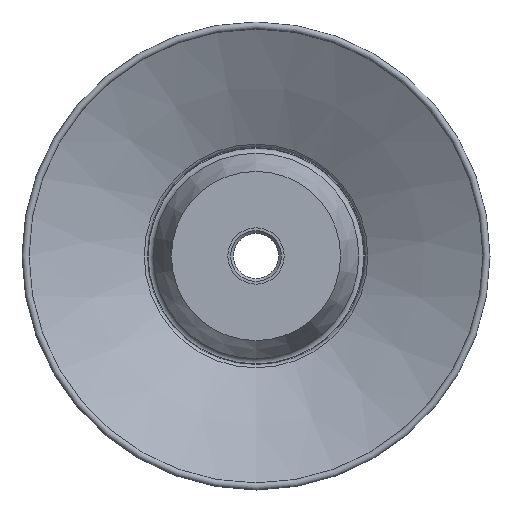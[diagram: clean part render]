
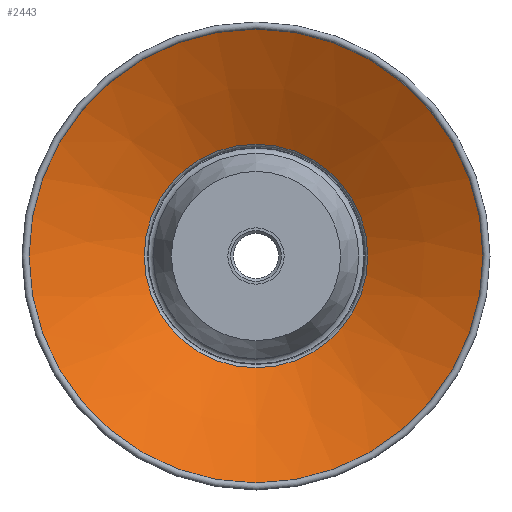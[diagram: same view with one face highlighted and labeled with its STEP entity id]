
A CAD part, front view. The second image highlights one B-rep face of the part: STEP entity #2443.
In plain terms, the highlighted conical face has half-angle 62.179 degrees and reference radius 40.28 mm.
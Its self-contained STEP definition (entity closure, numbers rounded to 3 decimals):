
#175=CONICAL_SURFACE('',#2692,40.28,1.085);
#265=CIRCLE('',#2691,19.823);
#266=CIRCLE('',#2693,40.28);
#869=ORIENTED_EDGE('',*,*,#1288,.F.);
#870=ORIENTED_EDGE('',*,*,#1289,.T.);
#1288=EDGE_CURVE('',#1547,#1547,#265,.T.);
#1289=EDGE_CURVE('',#1548,#1548,#266,.T.);
#1547=VERTEX_POINT('',#4305);
#1548=VERTEX_POINT('',#4308);
#1992=EDGE_LOOP('',(#869));
#1993=EDGE_LOOP('',(#870));
#2180=FACE_BOUND('',#1992,.T.);
#2181=FACE_BOUND('',#1993,.T.);
#2443=ADVANCED_FACE('',(#2180,#2181),#175,.F.);
#2691=AXIS2_PLACEMENT_3D('',#4304,#3278,#3279);
#2692=AXIS2_PLACEMENT_3D('',#4306,#3280,#3281);
#2693=AXIS2_PLACEMENT_3D('',#4307,#3282,#3283);
#3278=DIRECTION('',(0.,-1.,0.));
#3279=DIRECTION('',(0.,0.,-1.));
#3280=DIRECTION('',(0.,-1.,0.));
#3281=DIRECTION('',(0.,0.,-1.));
#3282=DIRECTION('',(0.,-1.,0.));
#3283=DIRECTION('',(0.,0.,-1.));
#4304=CARTESIAN_POINT('',(0.,11.612,0.));
#4305=CARTESIAN_POINT('',(0.,11.612,-19.823));
#4306=CARTESIAN_POINT('',(0.,0.817,0.));
#4307=CARTESIAN_POINT('',(0.,0.817,0.));
#4308=CARTESIAN_POINT('',(0.,0.817,-40.28));
